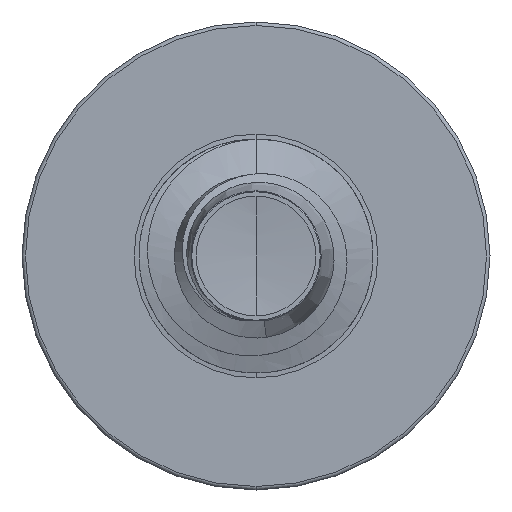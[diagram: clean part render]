
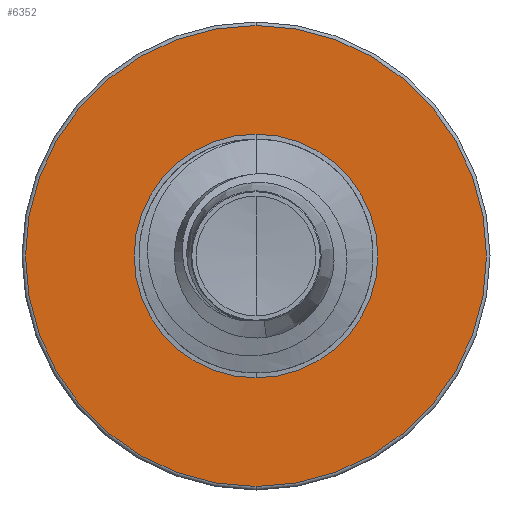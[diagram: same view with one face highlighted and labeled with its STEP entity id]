
A CAD part, front view. The second image highlights one B-rep face of the part: STEP entity #6352.
In plain terms, the highlighted planar face has unit normal (0, -1, 0).
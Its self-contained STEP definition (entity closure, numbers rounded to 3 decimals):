
#143 = DIRECTION ( 'NONE',  ( 0., 0., 1. ) ) ;
#165 = CARTESIAN_POINT ( 'NONE',  ( 0., 6., 2.955 ) ) ;
#187 = CIRCLE ( 'NONE', #4853, 1.562 ) ;
#715 = AXIS2_PLACEMENT_3D ( 'NONE', #8043, #1225, #7310 ) ;
#998 = EDGE_LOOP ( 'NONE', ( #6492, #3347 ) ) ;
#1225 = DIRECTION ( 'NONE',  ( 0., 1., 0. ) ) ;
#1266 = CARTESIAN_POINT ( 'NONE',  ( 0., 6., 1.562 ) ) ;
#1494 = CARTESIAN_POINT ( 'NONE',  ( 0., 6., 0. ) ) ;
#1693 = AXIS2_PLACEMENT_3D ( 'NONE', #10336, #5459, #143 ) ;
#1913 = FACE_OUTER_BOUND ( 'NONE', #5623, .T. ) ;
#2278 = FACE_BOUND ( 'NONE', #998, .T. ) ;
#2384 = DIRECTION ( 'NONE',  ( 0., 0., 1. ) ) ;
#2461 = DIRECTION ( 'NONE',  ( 0., 1., 0. ) ) ;
#2705 = VERTEX_POINT ( 'NONE', #1266 ) ;
#3128 = CIRCLE ( 'NONE', #1693, 2.955 ) ;
#3347 = ORIENTED_EDGE ( 'NONE', *, *, #6856, .T. ) ;
#3540 = AXIS2_PLACEMENT_3D ( 'NONE', #1494, #7555, #2384 ) ;
#4119 = DIRECTION ( 'NONE',  ( 0., 1., 0. ) ) ;
#4311 = CARTESIAN_POINT ( 'NONE',  ( 0., 6., -2.955 ) ) ;
#4839 = EDGE_CURVE ( 'NONE', #2705, #5948, #8454, .T. ) ;
#4853 = AXIS2_PLACEMENT_3D ( 'NONE', #9129, #4119, #9917 ) ;
#5126 = EDGE_CURVE ( 'NONE', #8521, #10379, #5593, .T. ) ;
#5293 = AXIS2_PLACEMENT_3D ( 'NONE', #7620, #2461, #8426 ) ;
#5459 = DIRECTION ( 'NONE',  ( 0., 1., 0. ) ) ;
#5593 = CIRCLE ( 'NONE', #5293, 2.955 ) ;
#5623 = EDGE_LOOP ( 'NONE', ( #6032, #7831 ) ) ;
#5948 = VERTEX_POINT ( 'NONE', #8270 ) ;
#6032 = ORIENTED_EDGE ( 'NONE', *, *, #7489, .F. ) ;
#6352 = ADVANCED_FACE ( 'NONE', ( #1913, #2278 ), #6474, .F. ) ;
#6474 = PLANE ( 'NONE',  #715 ) ;
#6492 = ORIENTED_EDGE ( 'NONE', *, *, #4839, .T. ) ;
#6856 = EDGE_CURVE ( 'NONE', #5948, #2705, #187, .T. ) ;
#7310 = DIRECTION ( 'NONE',  ( 0., 0., 1. ) ) ;
#7489 = EDGE_CURVE ( 'NONE', #10379, #8521, #3128, .T. ) ;
#7555 = DIRECTION ( 'NONE',  ( 0., 1., 0. ) ) ;
#7620 = CARTESIAN_POINT ( 'NONE',  ( 0., 6., 0. ) ) ;
#7831 = ORIENTED_EDGE ( 'NONE', *, *, #5126, .F. ) ;
#8043 = CARTESIAN_POINT ( 'NONE',  ( 0., 6., -1.562 ) ) ;
#8270 = CARTESIAN_POINT ( 'NONE',  ( 0., 6., -1.562 ) ) ;
#8426 = DIRECTION ( 'NONE',  ( 0., 0., 1. ) ) ;
#8454 = CIRCLE ( 'NONE', #3540, 1.562 ) ;
#8521 = VERTEX_POINT ( 'NONE', #4311 ) ;
#9129 = CARTESIAN_POINT ( 'NONE',  ( 0., 6., 0. ) ) ;
#9917 = DIRECTION ( 'NONE',  ( 0., 0., 1. ) ) ;
#10336 = CARTESIAN_POINT ( 'NONE',  ( 0., 6., 0. ) ) ;
#10379 = VERTEX_POINT ( 'NONE', #165 ) ;
